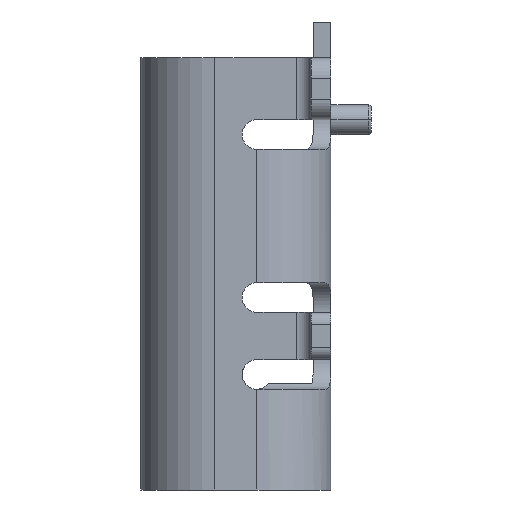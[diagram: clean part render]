
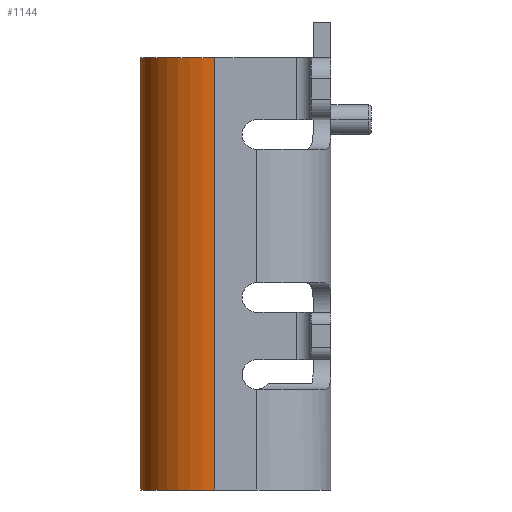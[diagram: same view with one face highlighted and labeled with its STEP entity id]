
A CAD part, left-side view. The second image highlights one B-rep face of the part: STEP entity #1144.
In plain terms, the highlighted cylindrical face has radius 1.25 mm (diameter 2.5 mm), a partial arc.
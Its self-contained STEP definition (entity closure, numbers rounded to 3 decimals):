
#310 = DIRECTION ( 'NONE',  ( 0., 0., -1. ) ) ;
#467 = CARTESIAN_POINT ( 'NONE',  ( -4.465, 0.355, 7.3 ) ) ;
#484 = DIRECTION ( 'NONE',  ( 1., 0., 0. ) ) ;
#655 = DIRECTION ( 'NONE',  ( 1., 0., 0. ) ) ;
#911 = VERTEX_POINT ( 'NONE', #467 ) ;
#1144 = ADVANCED_FACE ( 'NONE', ( #3085 ), #5693, .T. ) ;
#1220 = CARTESIAN_POINT ( 'NONE',  ( -3.215, 0.355, 7.3 ) ) ;
#1405 = VERTEX_POINT ( 'NONE', #4056 ) ;
#1509 = DIRECTION ( 'NONE',  ( 0., 0., 1. ) ) ;
#1830 = ORIENTED_EDGE ( 'NONE', *, *, #3643, .F. ) ;
#2061 = AXIS2_PLACEMENT_3D ( 'NONE', #1220, #310, #5662 ) ;
#2240 = CARTESIAN_POINT ( 'NONE',  ( -4.465, 0.355, 0. ) ) ;
#2245 = VERTEX_POINT ( 'NONE', #2240 ) ;
#2354 = CARTESIAN_POINT ( 'NONE',  ( -3.215, 1.605, 7.3 ) ) ;
#2490 = VECTOR ( 'NONE', #5009, 1000. ) ;
#2629 = ORIENTED_EDGE ( 'NONE', *, *, #3116, .T. ) ;
#2684 = DIRECTION ( 'NONE',  ( 0., 0., 1. ) ) ;
#3085 = FACE_OUTER_BOUND ( 'NONE', #4619, .T. ) ;
#3116 = EDGE_CURVE ( 'NONE', #3169, #1405, #3214, .T. ) ;
#3169 = VERTEX_POINT ( 'NONE', #3194 ) ;
#3194 = CARTESIAN_POINT ( 'NONE',  ( -3.215, 1.605, 7.3 ) ) ;
#3214 = LINE ( 'NONE', #2354, #2490 ) ;
#3442 = ORIENTED_EDGE ( 'NONE', *, *, #5734, .F. ) ;
#3643 = EDGE_CURVE ( 'NONE', #911, #2245, #3767, .T. ) ;
#3650 = EDGE_CURVE ( 'NONE', #1405, #2245, #5650, .T. ) ;
#3658 = CIRCLE ( 'NONE', #4417, 1.25 ) ;
#3767 = LINE ( 'NONE', #4710, #3771 ) ;
#3771 = VECTOR ( 'NONE', #5175, 1000. ) ;
#4056 = CARTESIAN_POINT ( 'NONE',  ( -3.215, 1.605, 0. ) ) ;
#4417 = AXIS2_PLACEMENT_3D ( 'NONE', #5275, #2684, #484 ) ;
#4619 = EDGE_LOOP ( 'NONE', ( #5691, #1830, #3442, #2629 ) ) ;
#4710 = CARTESIAN_POINT ( 'NONE',  ( -4.465, 0.355, 7.3 ) ) ;
#5009 = DIRECTION ( 'NONE',  ( 0., 0., -1. ) ) ;
#5091 = CARTESIAN_POINT ( 'NONE',  ( -3.215, 0.355, 0. ) ) ;
#5175 = DIRECTION ( 'NONE',  ( 0., 0., -1. ) ) ;
#5275 = CARTESIAN_POINT ( 'NONE',  ( -3.215, 0.355, 7.3 ) ) ;
#5373 = AXIS2_PLACEMENT_3D ( 'NONE', #5091, #1509, #655 ) ;
#5650 = CIRCLE ( 'NONE', #5373, 1.25 ) ;
#5662 = DIRECTION ( 'NONE',  ( -1., 0., 0. ) ) ;
#5691 = ORIENTED_EDGE ( 'NONE', *, *, #3650, .T. ) ;
#5693 = CYLINDRICAL_SURFACE ( 'NONE', #2061, 1.25 ) ;
#5734 = EDGE_CURVE ( 'NONE', #3169, #911, #3658, .T. ) ;
